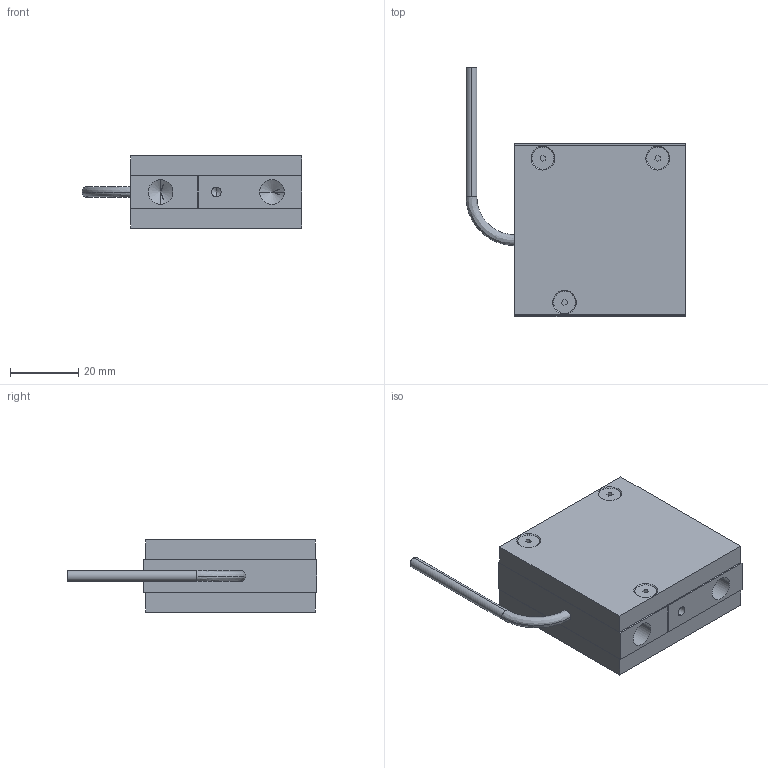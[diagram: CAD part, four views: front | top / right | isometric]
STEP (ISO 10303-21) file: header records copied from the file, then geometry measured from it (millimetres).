
FILE_DESCRIPTION (( 'STEP AP203' ), '1' );
FILE_NAME ('Interface ULC-0.5N thru -5N.STEP', '2012-05-08T17:29:10', ( ' ' ), ( '' ), 'SwSTEP 2.0', 'SolidWorks 2002349', '' );
FILE_SCHEMA (( 'CONFIG_CONTROL_DESIGN' ));
Length unit declared in the file: inch
Products named in the file (1): Interface ULC-0.5N thru -5N
Bounding box: 64.58 x 73.28 x 21.21 mm (x, y, z)
Volume: 53160.1 mm3; surface area: 10499.4 mm2
Topology: 1 solids, 1 shells, 125 faces, 320 edges, 206 vertices
Faces by surface type: plane 79, cylinder 24, cone 20, bspline 2
Entity records: 3819 total; most frequent: CARTESIAN_POINT 674, DIRECTION 640, ORIENTED_EDGE 624, EDGE_CURVE 312, LINE 232, VECTOR 232, VERTEX_POINT 206, AXIS2_PLACEMENT_3D 204
